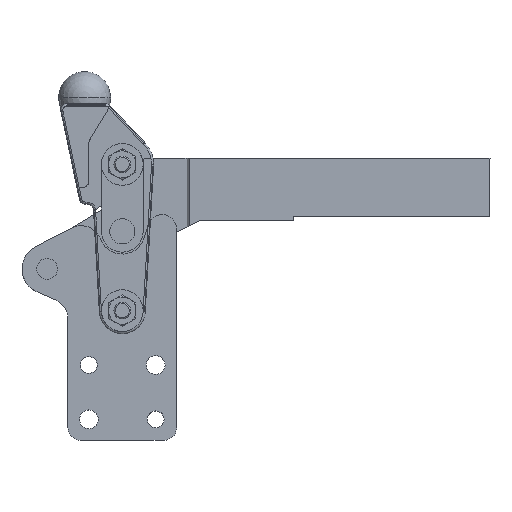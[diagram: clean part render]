
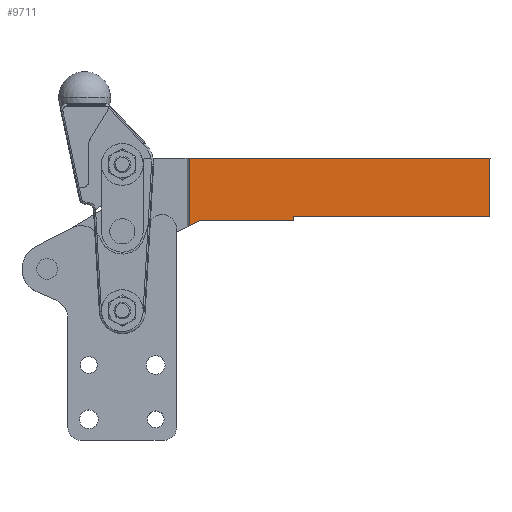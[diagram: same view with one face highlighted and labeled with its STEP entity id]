
A CAD part, top view. The second image highlights one B-rep face of the part: STEP entity #9711.
In plain terms, the highlighted planar face has unit normal (0, 0, 1).
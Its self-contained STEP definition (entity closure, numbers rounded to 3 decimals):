
#9365=CARTESIAN_POINT('',(536.792,181.28,-1.));
#9366=VERTEX_POINT('',#9365);
#9373=CARTESIAN_POINT('',(536.792,213.653,-1.));
#9374=VERTEX_POINT('',#9373);
#9375=CARTESIAN_POINT('',(536.792,213.653,-1.));
#9376=DIRECTION('',(0.,-1.,0.0));
#9377=VECTOR('',#9376,32.373);
#9378=LINE('',#9375,#9377);
#9379=EDGE_CURVE('',#9374,#9366,#9378,.T.);
#9577=CARTESIAN_POINT('',(680.792,213.653,-1.));
#9578=VERTEX_POINT('',#9577);
#9579=CARTESIAN_POINT('',(536.792,213.653,-1.));
#9580=DIRECTION('',(1.,0.,0.));
#9581=VECTOR('',#9580,144.);
#9582=LINE('',#9579,#9581);
#9583=EDGE_CURVE('',#9374,#9578,#9582,.T.);
#9664=CARTESIAN_POINT('',(468.04,159.94,-1.));
#9665=DIRECTION('',(0.0,0.0,1.0));
#9666=DIRECTION('',(1.,0.,0.0));
#9667=AXIS2_PLACEMENT_3D('',#9664,#9665,#9666);
#9668=PLANE('',#9667);
#9669=ORIENTED_EDGE('',*,*,#9379,.T.);
#9670=CARTESIAN_POINT('',(541.651,183.653,-1.));
#9671=VERTEX_POINT('',#9670);
#9672=CARTESIAN_POINT('',(541.651,183.653,-1.));
#9673=DIRECTION('',(-0.899,-0.439,0.0));
#9674=VECTOR('',#9673,5.408);
#9675=LINE('',#9672,#9674);
#9676=EDGE_CURVE('',#9671,#9366,#9675,.T.);
#9677=ORIENTED_EDGE('',*,*,#9676,.F.);
#9678=CARTESIAN_POINT('',(586.792,183.653,-1.));
#9679=VERTEX_POINT('',#9678);
#9680=CARTESIAN_POINT('',(586.792,183.653,-1.));
#9681=DIRECTION('',(-1.,0.,0.));
#9682=VECTOR('',#9681,45.141);
#9683=LINE('',#9680,#9682);
#9684=EDGE_CURVE('',#9679,#9671,#9683,.T.);
#9685=ORIENTED_EDGE('',*,*,#9684,.F.);
#9686=CARTESIAN_POINT('',(586.792,185.653,-1.));
#9687=VERTEX_POINT('',#9686);
#9688=CARTESIAN_POINT('',(586.792,185.653,-1.));
#9689=DIRECTION('',(0.,-1.,0.0));
#9690=VECTOR('',#9689,2.);
#9691=LINE('',#9688,#9690);
#9692=EDGE_CURVE('',#9687,#9679,#9691,.T.);
#9693=ORIENTED_EDGE('',*,*,#9692,.F.);
#9694=CARTESIAN_POINT('',(680.792,185.653,-1.));
#9695=VERTEX_POINT('',#9694);
#9696=CARTESIAN_POINT('',(680.792,185.653,-1.));
#9697=DIRECTION('',(-1.,0.,0.));
#9698=VECTOR('',#9697,94.);
#9699=LINE('',#9696,#9698);
#9700=EDGE_CURVE('',#9695,#9687,#9699,.T.);
#9701=ORIENTED_EDGE('',*,*,#9700,.F.);
#9702=CARTESIAN_POINT('',(680.792,213.653,-1.));
#9703=DIRECTION('',(0.,-1.,0.0));
#9704=VECTOR('',#9703,28.);
#9705=LINE('',#9702,#9704);
#9706=EDGE_CURVE('',#9578,#9695,#9705,.T.);
#9707=ORIENTED_EDGE('',*,*,#9706,.F.);
#9708=ORIENTED_EDGE('',*,*,#9583,.F.);
#9709=EDGE_LOOP('',(#9669,#9677,#9685,#9693,#9701,#9707,#9708));
#9710=FACE_OUTER_BOUND('',#9709,.T.);
#9711=ADVANCED_FACE('',(#9710),#9668,.T.);
